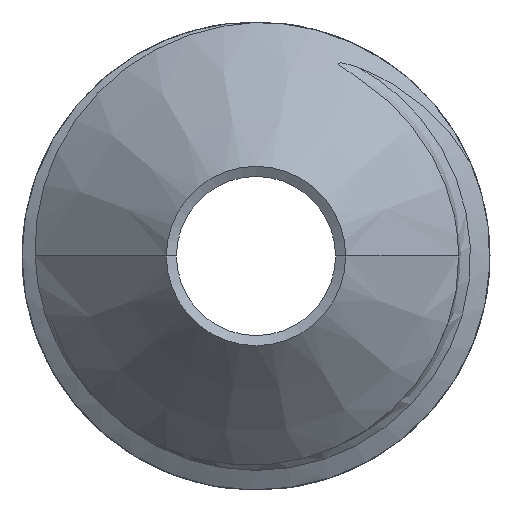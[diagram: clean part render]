
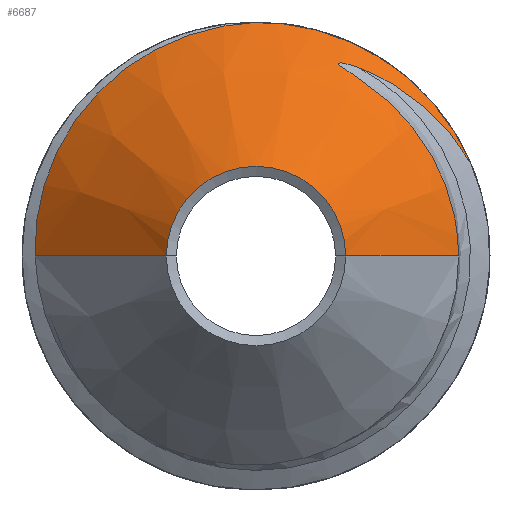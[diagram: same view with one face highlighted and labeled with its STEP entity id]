
A CAD part, left-side view. The second image highlights one B-rep face of the part: STEP entity #6687.
In plain terms, the highlighted conical face has half-angle 45 degrees and reference radius 1.038 mm.
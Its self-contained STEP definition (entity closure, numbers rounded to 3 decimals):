
#1144=CARTESIAN_POINT('',(0.925,0.,0.));
#1145=DIRECTION('',(1.,0.,0.));
#1146=DIRECTION('',(0.,-0.094,0.996));
#1147=AXIS2_PLACEMENT_3D('',#1144,#1145,#1146);
#2878=CARTESIAN_POINT('',(0.841,1.416,0.));
#2879=CARTESIAN_POINT('',(0.844,1.419,
0.079));
#2880=CARTESIAN_POINT('',(0.849,1.411,
0.238));
#2881=CARTESIAN_POINT('',(0.858,1.359,
0.476));
#2882=CARTESIAN_POINT('',(0.867,1.267,
0.702));
#2883=CARTESIAN_POINT('',(0.875,1.141,
0.905));
#2884=CARTESIAN_POINT('',(0.883,0.982,
1.087));
#2885=CARTESIAN_POINT('',(0.891,0.795,
1.24));
#2886=CARTESIAN_POINT('',(0.9,0.583,
1.362));
#2887=CARTESIAN_POINT('',(0.908,0.355,
1.447));
#2888=CARTESIAN_POINT('',(0.917,0.11,
1.495));
#2889=CARTESIAN_POINT('',(0.922,-0.057,
1.498));
#2890=CARTESIAN_POINT('',(0.925,-0.141,1.493));
#2897=DIRECTION('',(0.707,0.707,0.));
#2898=VECTOR('',#2897,1.189);
#2899=CARTESIAN_POINT('',(0.,0.575,0.));
#2900=LINE('',#2899,#2898);
#2901=DIRECTION('',(0.707,-0.707,0.));
#2902=VECTOR('',#2901,1.024);
#2903=CARTESIAN_POINT('',(0.,-0.575,0.));
#2904=LINE('',#2903,#2902);
#2905=CARTESIAN_POINT('',(0.,0.,0.));
#2906=DIRECTION('',(1.,0.,0.));
#2907=DIRECTION('',(0.,1.,0.));
#2908=AXIS2_PLACEMENT_3D('',#2905,#2906,#2907);
#2910=CARTESIAN_POINT('',(0.925,-1.377,0.595));
#2911=CARTESIAN_POINT('',(0.917,-1.343,
0.652));
#2912=CARTESIAN_POINT('',(0.9,-1.269,
0.761));
#2913=CARTESIAN_POINT('',(0.876,-1.14,
0.905));
#2914=CARTESIAN_POINT('',(0.851,-0.992,
1.03));
#2915=CARTESIAN_POINT('',(0.825,-0.83,
1.133));
#2916=CARTESIAN_POINT('',(0.808,-0.716,
1.186));
#2917=CARTESIAN_POINT('',(0.8,-0.658,1.208));
#3367=CARTESIAN_POINT('',(0.8,-0.658,1.208));
#3368=CARTESIAN_POINT('',(0.799,-0.653,
1.209));
#3369=CARTESIAN_POINT('',(0.798,-0.643,
1.213));
#3370=CARTESIAN_POINT('',(0.796,-0.63,
1.217));
#3371=CARTESIAN_POINT('',(0.794,-0.618,
1.221));
#3372=CARTESIAN_POINT('',(0.792,-0.607,
1.225));
#3373=CARTESIAN_POINT('',(0.79,-0.597,
1.228));
#3374=CARTESIAN_POINT('',(0.788,-0.587,
1.23));
#3375=CARTESIAN_POINT('',(0.786,-0.578,
1.233));
#3376=CARTESIAN_POINT('',(0.784,-0.569,
1.234));
#3377=CARTESIAN_POINT('',(0.782,-0.562,
1.236));
#3378=CARTESIAN_POINT('',(0.78,-0.554,
1.237));
#3379=CARTESIAN_POINT('',(0.778,-0.548,
1.238));
#3380=CARTESIAN_POINT('',(0.776,-0.541,
1.238));
#3381=CARTESIAN_POINT('',(0.774,-0.536,
1.237));
#3382=CARTESIAN_POINT('',(0.771,-0.531,
1.236));
#3383=CARTESIAN_POINT('',(0.767,-0.529,
1.233));
#3384=CARTESIAN_POINT('',(0.764,-0.53,
1.23));
#3385=CARTESIAN_POINT('',(0.761,-0.533,
1.226));
#3386=CARTESIAN_POINT('',(0.76,-0.537,
1.222));
#3387=CARTESIAN_POINT('',(0.758,-0.541,
1.218));
#3388=CARTESIAN_POINT('',(0.756,-0.545,
1.215));
#3389=CARTESIAN_POINT('',(0.755,-0.55,
1.211));
#3390=CARTESIAN_POINT('',(0.754,-0.556,
1.207));
#3391=CARTESIAN_POINT('',(0.752,-0.562,
1.203));
#3392=CARTESIAN_POINT('',(0.751,-0.569,
1.198));
#3393=CARTESIAN_POINT('',(0.75,-0.576,
1.193));
#3394=CARTESIAN_POINT('',(0.749,-0.584,
1.188));
#3395=CARTESIAN_POINT('',(0.747,-0.593,
1.182));
#3396=CARTESIAN_POINT('',(0.746,-0.602,
1.176));
#3397=CARTESIAN_POINT('',(0.745,-0.613,
1.169));
#3398=CARTESIAN_POINT('',(0.744,-0.624,
1.162));
#3399=CARTESIAN_POINT('',(0.742,-0.636,
1.154));
#3400=CARTESIAN_POINT('',(0.741,-0.649,
1.145));
#3401=CARTESIAN_POINT('',(0.74,-0.663,
1.136));
#3402=CARTESIAN_POINT('',(0.739,-0.677,
1.126));
#3403=CARTESIAN_POINT('',(0.738,-0.693,
1.115));
#3404=CARTESIAN_POINT('',(0.737,-0.71,
1.103));
#3405=CARTESIAN_POINT('',(0.735,-0.727,
1.09));
#3406=CARTESIAN_POINT('',(0.734,-0.746,
1.076));
#3407=CARTESIAN_POINT('',(0.733,-0.765,
1.062));
#3408=CARTESIAN_POINT('',(0.732,-0.785,
1.045));
#3409=CARTESIAN_POINT('',(0.731,-0.806,
1.028));
#3410=CARTESIAN_POINT('',(0.73,-0.828,
1.009));
#3411=CARTESIAN_POINT('',(0.729,-0.852,
0.988));
#3412=CARTESIAN_POINT('',(0.728,-0.877,
0.965));
#3413=CARTESIAN_POINT('',(0.728,-0.903,
0.939));
#3414=CARTESIAN_POINT('',(0.727,-0.931,
0.91));
#3415=CARTESIAN_POINT('',(0.726,-0.959,
0.879));
#3416=CARTESIAN_POINT('',(0.725,-0.99,
0.844));
#3417=CARTESIAN_POINT('',(0.724,-1.021,
0.805));
#3418=CARTESIAN_POINT('',(0.724,-1.053,
0.761));
#3419=CARTESIAN_POINT('',(0.723,-1.085,
0.713));
#3420=CARTESIAN_POINT('',(0.723,-1.118,
0.659));
#3421=CARTESIAN_POINT('',(0.722,-1.152,
0.598));
#3422=CARTESIAN_POINT('',(0.722,-1.186,
0.528));
#3423=CARTESIAN_POINT('',(0.722,-1.218,
0.448));
#3424=CARTESIAN_POINT('',(0.722,-1.249,
0.356));
#3425=CARTESIAN_POINT('',(0.722,-1.274,
0.252));
#3426=CARTESIAN_POINT('',(0.723,-1.293,
0.135));
#3427=CARTESIAN_POINT('',(0.724,-1.299,
0.046));
#3428=CARTESIAN_POINT('',(0.724,-1.299,
0.));
#3753=CARTESIAN_POINT('',(0.,0.575,0.));
#3754=CARTESIAN_POINT('',(0.841,1.416,0.));
#3755=VERTEX_POINT('',#3753);
#3756=VERTEX_POINT('',#3754);
#3757=CARTESIAN_POINT('',(0.,-0.575,0.));
#3758=CARTESIAN_POINT('',(0.724,-1.299,
0.));
#3759=VERTEX_POINT('',#3757);
#3760=VERTEX_POINT('',#3758);
#3793=CARTESIAN_POINT('',(0.925,-0.141,1.493));
#3794=CARTESIAN_POINT('',(0.925,-1.377,0.595));
#3795=VERTEX_POINT('',#3793);
#3796=VERTEX_POINT('',#3794);
#3809=VERTEX_POINT('',#2917);
#6670=CARTESIAN_POINT('',(0.463,0.,0.));
#6671=DIRECTION('',(1.,0.,0.));
#6672=DIRECTION('',(0.,-1.,0.));
#6673=AXIS2_PLACEMENT_3D('',#6670,#6671,#6672);
#6674=CONICAL_SURFACE('',#6673,1.038,45.);
#6675=ORIENTED_EDGE('',*,*,#6658,.T.);
#6676=ORIENTED_EDGE('',*,*,#6648,.T.);
#6677=ORIENTED_EDGE('',*,*,#4136,.T.);
#6679=ORIENTED_EDGE('',*,*,#6678,.T.);
#6681=ORIENTED_EDGE('',*,*,#6680,.T.);
#6682=ORIENTED_EDGE('',*,*,#6662,.F.);
#6684=ORIENTED_EDGE('',*,*,#6683,.F.);
#6685=EDGE_LOOP('',(#6675,#6676,#6677,#6679,#6681,#6682,#6684));
#6686=FACE_OUTER_BOUND('',#6685,.F.);
#1148=CIRCLE('',#1147,1.5);
#2891=B_SPLINE_CURVE_WITH_KNOTS('',3,(#2878,#2879,#2880,#2881,#2882,#2883,#2884,
#2885,#2886,#2887,#2888,#2889,#2890),.UNSPECIFIED.,.F.,.F.,(4,1,1,1,1,1,1,1,1,1,
4),(0.,0.1,0.2,0.3,0.4,0.5,0.6,0.7,0.8,0.9,1.),
.UNSPECIFIED.);
#2909=CIRCLE('',#2908,0.575);
#2918=B_SPLINE_CURVE_WITH_KNOTS('',3,(#2910,#2911,#2912,#2913,#2914,#2915,#2916,
#2917),.UNSPECIFIED.,.F.,.F.,(4,1,1,1,1,4),(0.,0.2,0.4,0.6,0.8,1.),
.UNSPECIFIED.);
#3429=B_SPLINE_CURVE_WITH_KNOTS('',3,(#3367,#3368,#3369,#3370,#3371,#3372,#3373,
#3374,#3375,#3376,#3377,#3378,#3379,#3380,#3381,#3382,#3383,#3384,#3385,#3386,
#3387,#3388,#3389,#3390,#3391,#3392,#3393,#3394,#3395,#3396,#3397,#3398,#3399,
#3400,#3401,#3402,#3403,#3404,#3405,#3406,#3407,#3408,#3409,#3410,#3411,#3412,
#3413,#3414,#3415,#3416,#3417,#3418,#3419,#3420,#3421,#3422,#3423,#3424,#3425,
#3426,#3427,#3428),.UNSPECIFIED.,.F.,.F.,(4,1,1,1,1,1,1,1,1,1,1,1,1,1,1,1,1,1,1,
1,1,1,1,1,1,1,1,1,1,1,1,1,1,1,1,1,1,1,1,1,1,1,1,1,1,1,1,1,1,1,1,1,1,1,1,1,1,1,1,
4),(0.,0.017,0.034,0.051,
0.068,0.085,0.102,0.119,
0.136,0.153,0.169,0.186,
0.203,0.22,0.237,0.254,
0.271,0.288,0.305,0.322,
0.339,0.356,0.373,0.39,
0.407,0.424,0.441,0.458,
0.475,0.492,0.508,0.525,
0.542,0.559,0.576,0.593,
0.61,0.627,0.644,0.661,
0.678,0.695,0.712,0.729,
0.746,0.763,0.78,0.797,
0.814,0.831,0.847,0.864,
0.881,0.898,0.915,0.932,
0.949,0.966,0.983,1.),.UNSPECIFIED.);
#4136=EDGE_CURVE('',#3795,#3796,#1148,.T.);
#6648=EDGE_CURVE('',#3756,#3795,#2891,.T.);
#6658=EDGE_CURVE('',#3755,#3756,#2900,.T.);
#6662=EDGE_CURVE('',#3759,#3760,#2904,.T.);
#6678=EDGE_CURVE('',#3796,#3809,#2918,.T.);
#6680=EDGE_CURVE('',#3809,#3760,#3429,.T.);
#6683=EDGE_CURVE('',#3755,#3759,#2909,.T.);
#6687=ADVANCED_FACE('',(#6686),#6674,.T.);
